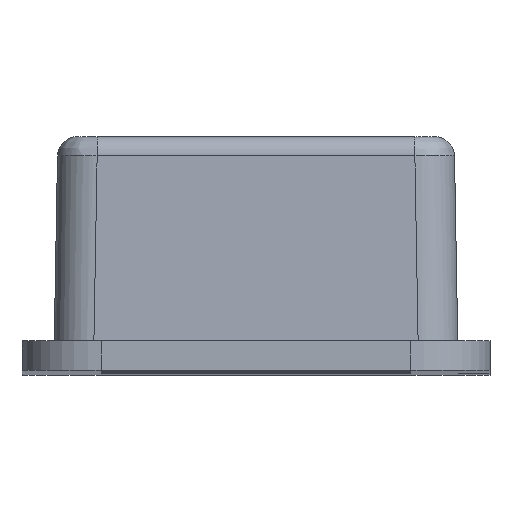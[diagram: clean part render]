
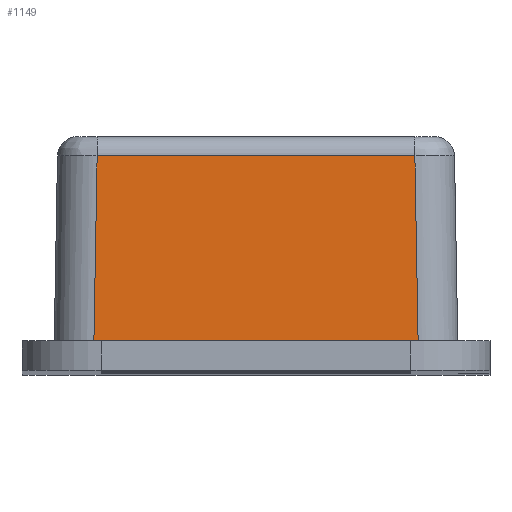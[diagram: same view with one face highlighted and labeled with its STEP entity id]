
A CAD part, top view. The second image highlights one B-rep face of the part: STEP entity #1149.
In plain terms, the highlighted planar face has unit normal (0, 0.018, 1).
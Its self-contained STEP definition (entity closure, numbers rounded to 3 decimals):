
#139=FACE_OUTER_BOUND('',#210,.T.);
#210=EDGE_LOOP('',(#966,#967,#968,#969));
#330=LINE('',#1921,#458);
#334=LINE('',#1958,#462);
#335=LINE('',#1960,#463);
#336=LINE('',#1961,#464);
#458=VECTOR('',#1520,10.);
#462=VECTOR('',#1534,10.);
#463=VECTOR('',#1535,10.);
#464=VECTOR('',#1536,10.);
#562=VERTEX_POINT('',#1913);
#564=VERTEX_POINT('',#1919);
#567=VERTEX_POINT('',#1957);
#568=VERTEX_POINT('',#1959);
#703=EDGE_CURVE('',#564,#562,#330,.T.);
#710=EDGE_CURVE('',#567,#564,#334,.T.);
#711=EDGE_CURVE('',#568,#567,#335,.T.);
#712=EDGE_CURVE('',#562,#568,#336,.T.);
#966=ORIENTED_EDGE('',*,*,#703,.F.);
#967=ORIENTED_EDGE('',*,*,#710,.F.);
#968=ORIENTED_EDGE('',*,*,#711,.F.);
#969=ORIENTED_EDGE('',*,*,#712,.F.);
#1086=PLANE('',#1259);
#1149=ADVANCED_FACE('',(#139),#1086,.T.);
#1259=AXIS2_PLACEMENT_3D('',#1956,#1532,#1533);
#1520=DIRECTION('',(1.,0.,0.));
#1532=DIRECTION('center_axis',(0.,0.017,1.));
#1533=DIRECTION('ref_axis',(1.,0.,0.));
#1534=DIRECTION('',(0.017,1.,-0.017));
#1535=DIRECTION('',(-1.,0.,0.));
#1536=DIRECTION('',(0.017,-1.,0.017));
#1913=CARTESIAN_POINT('',(4.006,5.409,35.856));
#1919=CARTESIAN_POINT('',(-4.006,5.409,35.856));
#1921=CARTESIAN_POINT('',(2.55,5.409,35.856));
#1956=CARTESIAN_POINT('Origin',(5.1,0.,35.95));
#1957=CARTESIAN_POINT('',(-4.087,0.75,35.937));
#1958=CARTESIAN_POINT('',(-4.099,0.072,35.949));
#1959=CARTESIAN_POINT('',(4.087,0.75,35.937));
#1960=CARTESIAN_POINT('',(2.55,0.75,35.937));
#1961=CARTESIAN_POINT('',(4.09,0.61,35.939));
